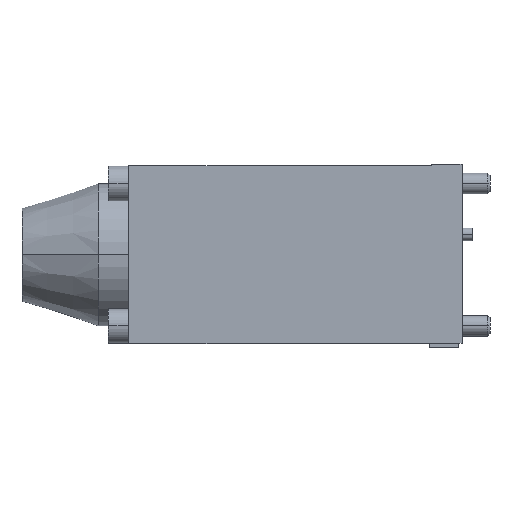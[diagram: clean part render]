
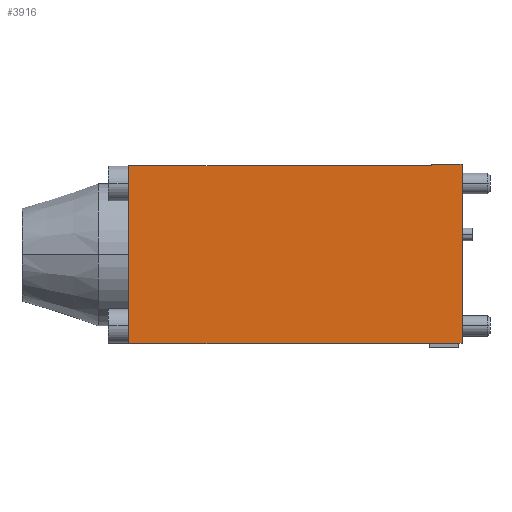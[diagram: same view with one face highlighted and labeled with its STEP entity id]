
A CAD part, left-side view. The second image highlights one B-rep face of the part: STEP entity #3916.
In plain terms, the highlighted planar face has unit normal (-1, 0, 0).
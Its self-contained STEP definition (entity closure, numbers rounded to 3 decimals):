
#942=DIRECTION('',(0.,0.,-1.));
#943=VECTOR('',#942,0.3);
#944=CARTESIAN_POINT('',(0.,6.,35.3));
#945=LINE('',#944,#943);
#956=DIRECTION('',(0.,1.,0.));
#957=VECTOR('',#956,59.5);
#958=CARTESIAN_POINT('',(0.,6.,35.));
#959=LINE('',#958,#957);
#984=DIRECTION('',(0.,0.,-1.));
#985=VECTOR('',#984,35.);
#986=CARTESIAN_POINT('',(0.,65.5,35.));
#987=LINE('',#986,#985);
#1197=DIRECTION('',(0.,0.,1.));
#1198=VECTOR('',#1197,0.1);
#1199=CARTESIAN_POINT('',(0.,6.,0.));
#1200=LINE('',#1199,#1198);
#1211=DIRECTION('',(0.,1.,0.));
#1212=VECTOR('',#1211,6.);
#1213=CARTESIAN_POINT('',(0.,0.,0.1));
#1214=LINE('',#1213,#1212);
#1218=DIRECTION('',(0.,1.,0.));
#1219=VECTOR('',#1218,59.5);
#1220=CARTESIAN_POINT('',(0.,6.,0.));
#1221=LINE('',#1220,#1219);
#1225=DIRECTION('',(0.,1.,0.));
#1226=VECTOR('',#1225,6.);
#1227=CARTESIAN_POINT('',(0.,0.,35.3));
#1228=LINE('',#1227,#1226);
#1232=DIRECTION('',(0.,0.,1.));
#1233=VECTOR('',#1232,35.2);
#1234=CARTESIAN_POINT('',(0.,0.,0.1));
#1235=LINE('',#1234,#1233);
#2737=CARTESIAN_POINT('',(0.,6.,35.));
#2738=VERTEX_POINT('',#2737);
#2739=CARTESIAN_POINT('',(0.,6.,35.3));
#2740=VERTEX_POINT('',#2739);
#2741=CARTESIAN_POINT('',(0.,65.5,35.));
#2742=VERTEX_POINT('',#2741);
#2743=CARTESIAN_POINT('',(0.,65.5,0.));
#2744=VERTEX_POINT('',#2743);
#2773=CARTESIAN_POINT('',(0.,6.,0.));
#2774=VERTEX_POINT('',#2773);
#2787=CARTESIAN_POINT('',(0.,6.,0.1));
#2788=VERTEX_POINT('',#2787);
#2789=CARTESIAN_POINT('',(0.,0.,0.1));
#2790=VERTEX_POINT('',#2789);
#2791=CARTESIAN_POINT('',(0.,0.,35.3));
#2792=VERTEX_POINT('',#2791);
#3899=CARTESIAN_POINT('',(0.,0.,35.3));
#3900=DIRECTION('',(-1.,0.,0.));
#3901=DIRECTION('',(0.,0.,1.));
#3902=AXIS2_PLACEMENT_3D('',#3899,#3900,#3901);
#3903=PLANE('',#3902);
#3904=ORIENTED_EDGE('',*,*,#3710,.F.);
#3906=ORIENTED_EDGE('',*,*,#3905,.F.);
#3908=ORIENTED_EDGE('',*,*,#3907,.F.);
#3909=ORIENTED_EDGE('',*,*,#3891,.T.);
#3910=ORIENTED_EDGE('',*,*,#3880,.F.);
#3911=ORIENTED_EDGE('',*,*,#3788,.T.);
#3912=ORIENTED_EDGE('',*,*,#3738,.F.);
#3913=ORIENTED_EDGE('',*,*,#3724,.F.);
#3914=EDGE_LOOP('',(#3904,#3906,#3908,#3909,#3910,#3911,#3912,#3913));
#3915=FACE_OUTER_BOUND('',#3914,.F.);
#3916=ADVANCED_FACE('',(#3915),#3903,.T.);
#3710=EDGE_CURVE('',#2740,#2738,#945,.T.);
#3724=EDGE_CURVE('',#2738,#2742,#959,.T.);
#3738=EDGE_CURVE('',#2742,#2744,#987,.T.);
#3788=EDGE_CURVE('',#2774,#2744,#1221,.T.);
#3880=EDGE_CURVE('',#2774,#2788,#1200,.T.);
#3891=EDGE_CURVE('',#2790,#2788,#1214,.T.);
#3905=EDGE_CURVE('',#2792,#2740,#1228,.T.);
#3907=EDGE_CURVE('',#2790,#2792,#1235,.T.);
